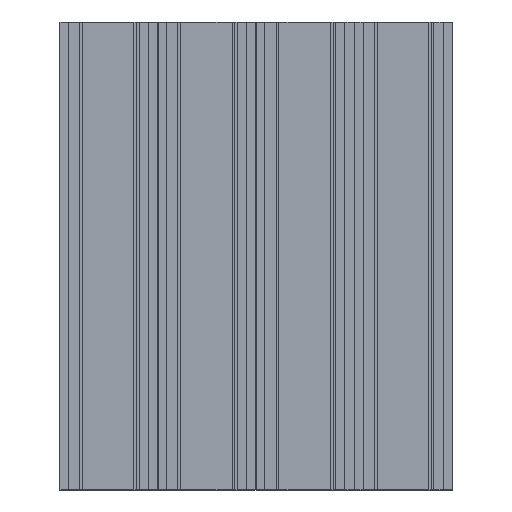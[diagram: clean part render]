
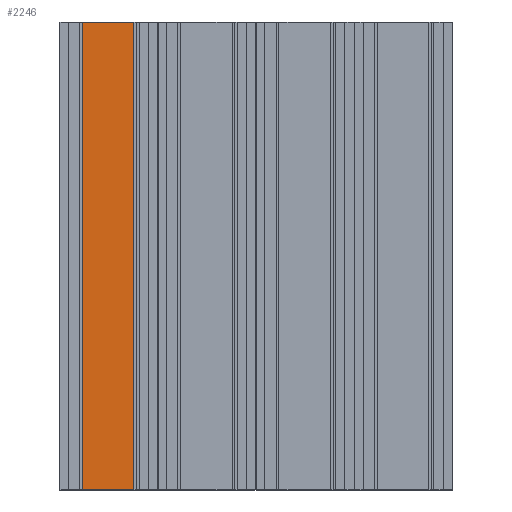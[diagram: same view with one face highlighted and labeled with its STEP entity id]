
A CAD part, top view. The second image highlights one B-rep face of the part: STEP entity #2246.
In plain terms, the highlighted planar face has unit normal (0, 0, 1).
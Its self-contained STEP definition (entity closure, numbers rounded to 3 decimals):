
#40=FACE_OUTER_BOUND('',#152,.T.);
#152=EDGE_LOOP('',(#1549,#1550,#1551,#1552));
#315=LINE('',#3171,#645);
#316=LINE('',#3174,#646);
#317=LINE('',#3176,#647);
#318=LINE('',#3177,#648);
#645=VECTOR('',#2587,10.);
#646=VECTOR('',#2590,10.);
#647=VECTOR('',#2591,10.);
#648=VECTOR('',#2592,10.);
#951=VERTEX_POINT('',#3167);
#952=VERTEX_POINT('',#3169);
#953=VERTEX_POINT('',#3173);
#954=VERTEX_POINT('',#3175);
#1195=EDGE_CURVE('',#951,#952,#315,.T.);
#1196=EDGE_CURVE('',#953,#951,#316,.T.);
#1197=EDGE_CURVE('',#954,#952,#317,.T.);
#1198=EDGE_CURVE('',#953,#954,#318,.T.);
#1549=ORIENTED_EDGE('',*,*,#1196,.T.);
#1550=ORIENTED_EDGE('',*,*,#1195,.T.);
#1551=ORIENTED_EDGE('',*,*,#1197,.F.);
#1552=ORIENTED_EDGE('',*,*,#1198,.F.);
#2134=PLANE('',#2372);
#2246=ADVANCED_FACE('',(#40),#2134,.T.);
#2372=AXIS2_PLACEMENT_3D('',#3172,#2588,#2589);
#2587=DIRECTION('',(0.,1.,0.));
#2588=DIRECTION('center_axis',(0.,0.,1.));
#2589=DIRECTION('ref_axis',(1.,0.,0.));
#2590=DIRECTION('',(1.,0.,0.));
#2591=DIRECTION('',(1.,0.,0.));
#2592=DIRECTION('',(0.,1.,0.));
#3167=CARTESIAN_POINT('',(-47.1,0.,9.7));
#3169=CARTESIAN_POINT('',(-47.1,100.,9.7));
#3171=CARTESIAN_POINT('',(-47.1,0.,9.7));
#3172=CARTESIAN_POINT('Origin',(-58.1,0.,9.7));
#3173=CARTESIAN_POINT('',(-58.1,0.,9.7));
#3174=CARTESIAN_POINT('',(-58.1,0.,9.7));
#3175=CARTESIAN_POINT('',(-58.1,100.,9.7));
#3176=CARTESIAN_POINT('',(-58.1,100.,9.7));
#3177=CARTESIAN_POINT('',(-58.1,0.,9.7));
